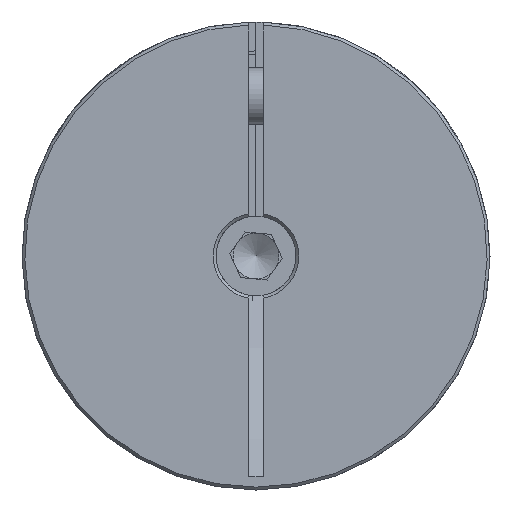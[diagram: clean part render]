
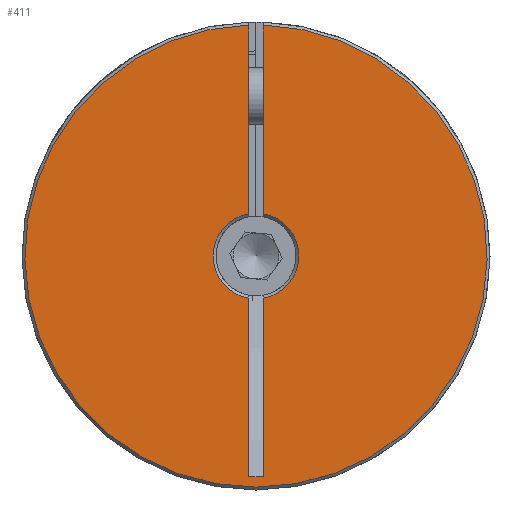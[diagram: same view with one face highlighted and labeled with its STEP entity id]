
A CAD part, left-side view. The second image highlights one B-rep face of the part: STEP entity #411.
In plain terms, the highlighted planar face has unit normal (-1, 0, 0).
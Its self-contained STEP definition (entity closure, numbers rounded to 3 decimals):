
#411 = ADVANCED_FACE( 'NONE', ( #842 ), #843, .F. );
#842 = FACE_OUTER_BOUND( '', #1276, .T. );
#843 = PLANE( '', #1277 );
#1276 = EDGE_LOOP( '', ( #1990, #1991, #1992, #1993, #1994, #1995, #1996, #1997 ) );
#1277 = AXIS2_PLACEMENT_3D( '', #1998, #1999, #2000 );
#1990 = ORIENTED_EDGE( '', *, *, #2264, .T. );
#1991 = ORIENTED_EDGE( '', *, *, #2305, .T. );
#1992 = ORIENTED_EDGE( '', *, *, #2224, .T. );
#1993 = ORIENTED_EDGE( '', *, *, #2281, .T. );
#1994 = ORIENTED_EDGE( '', *, *, #2295, .F. );
#1995 = ORIENTED_EDGE( '', *, *, #2424, .T. );
#1996 = ORIENTED_EDGE( '', *, *, #2425, .F. );
#1997 = ORIENTED_EDGE( '', *, *, #2260, .T. );
#1998 = CARTESIAN_POINT( '', ( 0., 7., 0. ) );
#1999 = DIRECTION( '', ( 1., 0., 0. ) );
#2000 = DIRECTION( '', ( 0., 1., 0. ) );
#2224 = EDGE_CURVE( 'NONE', #2555, #2556, #2557, .T. );
#2260 = EDGE_CURVE( 'NONE', #2609, #2613, #2615, .T. );
#2264 = EDGE_CURVE( 'NONE', #2613, #2619, #2621, .T. );
#2281 = EDGE_CURVE( 'NONE', #2556, #2646, #2647, .F. );
#2295 = EDGE_CURVE( 'NONE', #2666, #2646, #2668, .F. );
#2305 = EDGE_CURVE( 'NONE', #2619, #2555, #2684, .T. );
#2424 = EDGE_CURVE( 'NONE', #2666, #2840, #2841, .T. );
#2425 = EDGE_CURVE( 'NONE', #2609, #2840, #2842, .F. );
#2555 = VERTEX_POINT( 'NONE', #2991 );
#2556 = VERTEX_POINT( 'NONE', #2992 );
#2557 = LINE( '', #2993, #2994 );
#2609 = VERTEX_POINT( 'NONE', #3062 );
#2613 = VERTEX_POINT( 'NONE', #3069 );
#2615 = LINE( '', #3071, #3072 );
#2619 = VERTEX_POINT( 'NONE', #3077 );
#2621 = LINE( '', #3082, #3083 );
#2646 = VERTEX_POINT( 'NONE', #3112 );
#2647 = CIRCLE( '', #3113, 40.5 );
#2666 = VERTEX_POINT( 'NONE', #3138 );
#2668 = LINE( '', #3143, #3144 );
#2684 = CIRCLE( '', #3167, 7.5 );
#2840 = VERTEX_POINT( 'NONE', #3495 );
#2841 = CIRCLE( '', #3496, 7.5 );
#2842 = LINE( '', #3497, #3498 );
#2991 = CARTESIAN_POINT( '', ( 0., 1.3, 7.386 ) );
#2992 = CARTESIAN_POINT( '', ( 0., 1.3, 40.479 ) );
#2993 = CARTESIAN_POINT( '', ( 0., 1.3, 0. ) );
#2994 = VECTOR( '', #3631, 1000. );
#3062 = CARTESIAN_POINT( '', ( 0., -1.3, -38.697 ) );
#3069 = CARTESIAN_POINT( '', ( 0., 1.3, -38.697 ) );
#3071 = CARTESIAN_POINT( '', ( 0., -1.3, -38.697 ) );
#3072 = VECTOR( '', #3681, 1000. );
#3077 = CARTESIAN_POINT( '', ( 0., 1.3, -7.386 ) );
#3082 = CARTESIAN_POINT( '', ( 0., 1.3, 0. ) );
#3083 = VECTOR( '', #3683, 1000. );
#3112 = CARTESIAN_POINT( '', ( 0., -1.3, 40.479 ) );
#3113 = AXIS2_PLACEMENT_3D( '', #3706, #3707, #3708 );
#3138 = CARTESIAN_POINT( '', ( 0., -1.3, 7.386 ) );
#3143 = CARTESIAN_POINT( '', ( 0., -1.3, 11. ) );
#3144 = VECTOR( '', #3724, 1000. );
#3167 = AXIS2_PLACEMENT_3D( '', #3732, #3733, #3734 );
#3495 = CARTESIAN_POINT( '', ( 0., -1.3, -7.386 ) );
#3496 = AXIS2_PLACEMENT_3D( '', #3877, #3878, #3879 );
#3497 = CARTESIAN_POINT( '', ( 0., -1.3, 11. ) );
#3498 = VECTOR( '', #3880, 1000. );
#3631 = DIRECTION( '', ( 0., 0., 1. ) );
#3681 = DIRECTION( '', ( 0., 1., 0. ) );
#3683 = DIRECTION( '', ( 0., 0., 1. ) );
#3706 = CARTESIAN_POINT( '', ( 0., 0., 0. ) );
#3707 = DIRECTION( '', ( 1., 0., 0. ) );
#3708 = DIRECTION( '', ( 0., 0., -1. ) );
#3724 = DIRECTION( '', ( 0., 0., -1. ) );
#3732 = CARTESIAN_POINT( '', ( 0., 0., 0. ) );
#3733 = DIRECTION( '', ( 1., 0., 0. ) );
#3734 = DIRECTION( '', ( 0., 0., -1. ) );
#3877 = CARTESIAN_POINT( '', ( 0., 0., 0. ) );
#3878 = DIRECTION( '', ( 1., 0., 0. ) );
#3879 = DIRECTION( '', ( 0., 0., -1. ) );
#3880 = DIRECTION( '', ( 0., 0., -1. ) );
